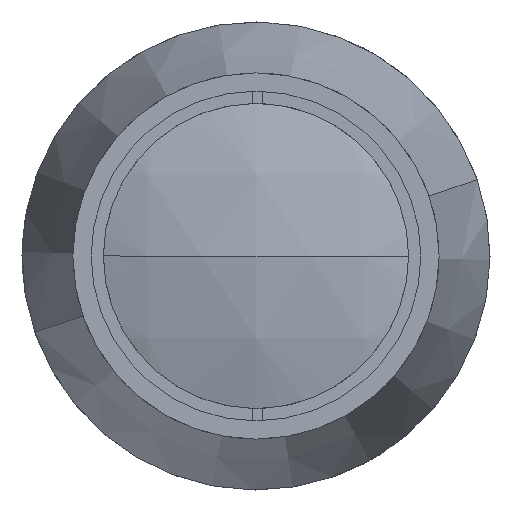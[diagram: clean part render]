
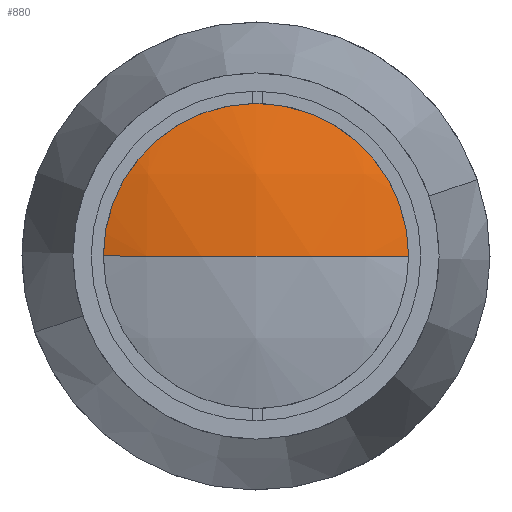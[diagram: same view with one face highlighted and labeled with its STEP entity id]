
A CAD part, left-side view. The second image highlights one B-rep face of the part: STEP entity #880.
In plain terms, the highlighted spherical face has radius 49.918 mm.
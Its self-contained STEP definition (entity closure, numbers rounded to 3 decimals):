
#48 = DIRECTION ( 'NONE',  ( -1., 0., 0. ) ) ;
#55 = AXIS2_PLACEMENT_3D ( 'NONE', #224, #1472, #397 ) ;
#138 = CARTESIAN_POINT ( 'NONE',  ( 5.319, 0., 0. ) ) ;
#148 = VERTEX_POINT ( 'NONE', #1822 ) ;
#192 = CARTESIAN_POINT ( 'NONE',  ( 5.319, 16., 0. ) ) ;
#224 = CARTESIAN_POINT ( 'NONE',  ( 52.603, 0., 0. ) ) ;
#236 = CARTESIAN_POINT ( 'NONE',  ( 52.603, 0., 0. ) ) ;
#312 = DIRECTION ( 'NONE',  ( 0., 0., 1. ) ) ;
#382 = VERTEX_POINT ( 'NONE', #192 ) ;
#397 = DIRECTION ( 'NONE',  ( 0., -1., 0. ) ) ;
#683 = EDGE_CURVE ( 'NONE', #1733, #148, #1610, .T. ) ;
#687 = AXIS2_PLACEMENT_3D ( 'NONE', #2192, #1113, #48 ) ;
#766 = AXIS2_PLACEMENT_3D ( 'NONE', #236, #770, #2029 ) ;
#770 = DIRECTION ( 'NONE',  ( 0., 0., 1. ) ) ;
#829 = FACE_OUTER_BOUND ( 'NONE', #909, .T. ) ;
#847 = EDGE_CURVE ( 'NONE', #382, #148, #1792, .T. ) ;
#880 = ADVANCED_FACE ( 'NONE', ( #829 ), #2213, .T. ) ;
#909 = EDGE_LOOP ( 'NONE', ( #1671, #927, #2014 ) ) ;
#927 = ORIENTED_EDGE ( 'NONE', *, *, #847, .T. ) ;
#1113 = DIRECTION ( 'NONE',  ( 0., 0., -1. ) ) ;
#1378 = DIRECTION ( 'NONE',  ( -1., 0., 0. ) ) ;
#1468 = AXIS2_PLACEMENT_3D ( 'NONE', #138, #1378, #312 ) ;
#1472 = DIRECTION ( 'NONE',  ( 0., 0., 1. ) ) ;
#1551 = CIRCLE ( 'NONE', #1468, 16. ) ;
#1610 = CIRCLE ( 'NONE', #687, 49.918 ) ;
#1671 = ORIENTED_EDGE ( 'NONE', *, *, #1931, .T. ) ;
#1733 = VERTEX_POINT ( 'NONE', #1955 ) ;
#1792 = CIRCLE ( 'NONE', #55, 49.918 ) ;
#1822 = CARTESIAN_POINT ( 'NONE',  ( 2.685, 0., 0. ) ) ;
#1931 = EDGE_CURVE ( 'NONE', #1733, #382, #1551, .T. ) ;
#1955 = CARTESIAN_POINT ( 'NONE',  ( 5.319, -16., 0. ) ) ;
#2014 = ORIENTED_EDGE ( 'NONE', *, *, #683, .F. ) ;
#2029 = DIRECTION ( 'NONE',  ( 0., -1., 0. ) ) ;
#2192 = CARTESIAN_POINT ( 'NONE',  ( 52.603, 0., 0. ) ) ;
#2213 = SPHERICAL_SURFACE ( 'NONE', #766, 49.918 ) ;
